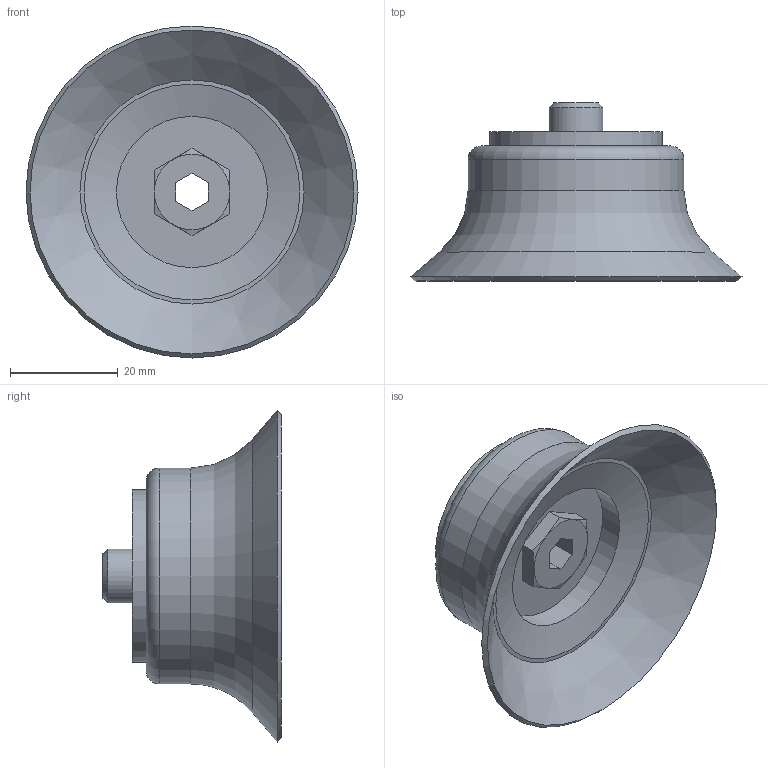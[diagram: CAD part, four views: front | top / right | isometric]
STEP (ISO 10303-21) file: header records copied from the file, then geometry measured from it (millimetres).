
FILE_DESCRIPTION(/* description */ ('STEP AP214'),/* implementation_level */ '2;1');
FILE_NAME(/* name */ '189355_ESS-60-EU',/* time_stamp */ '2024-08-28T09:52:50+02:00',/* author */ ('License CC BY-ND 4.0'),/* organization */ ('CADENAS'),/* preprocessor_version */ 'ST-DEVELOPER v19.3',/* originating_system */ 'PARTsolutions',/* authorisation */ ' ');
FILE_SCHEMA (('AUTOMOTIVE_DESIGN {1 0 10303 214 3 1 1}'));
Length unit declared in the file: millimetre
Products named in the file (1): 189355 ESS-60-EU
Bounding box: 61.5 x 33 x 61.5 mm (x, y, z)
Volume: 22378.3 mm3; surface area: 10257 mm2
Topology: 1 solids, 1 shells, 37 faces, 77 edges, 47 vertices
Faces by surface type: plane 19, cone 11, cylinder 5, torus 2
Full cylindrical faces by diameter (mm): 10 x1, 17 x1, 28 x1, 32 x1, 40 x1
Entity records: 1209 total; most frequent: CARTESIAN_POINT 186, DIRECTION 152, ORIENTED_EDGE 130, EDGE_CURVE 65, AXIS2_PLACEMENT_3D 61, EDGE_LOOP 56, FACE_BOUND 56, VERTEX_POINT 47
